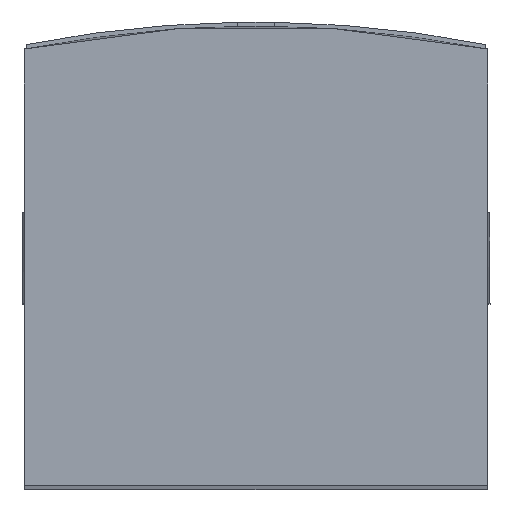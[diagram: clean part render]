
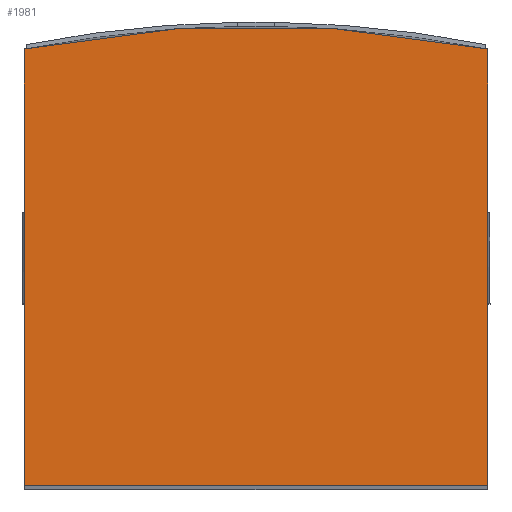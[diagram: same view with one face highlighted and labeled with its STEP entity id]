
A CAD part, top view. The second image highlights one B-rep face of the part: STEP entity #1981.
In plain terms, the highlighted planar face has unit normal (0, 0, 1).
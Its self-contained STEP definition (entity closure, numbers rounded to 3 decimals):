
#82=LINE('',#2714,#225);
#93=LINE('',#2734,#236);
#127=LINE('',#2818,#270);
#225=VECTOR('',#2265,1000.);
#236=VECTOR('',#2278,1000.);
#270=VECTOR('',#2358,1000.);
#462=ORIENTED_EDGE('',*,*,#765,.T.);
#463=ORIENTED_EDGE('',*,*,#781,.T.);
#464=ORIENTED_EDGE('',*,*,#836,.T.);
#465=ORIENTED_EDGE('',*,*,#792,.T.);
#765=EDGE_CURVE('',#965,#964,#1079,.T.);
#781=EDGE_CURVE('',#964,#978,#82,.T.);
#792=EDGE_CURVE('',#987,#965,#93,.T.);
#836=EDGE_CURVE('',#978,#987,#127,.T.);
#964=VERTEX_POINT('',#2681);
#965=VERTEX_POINT('',#2683);
#978=VERTEX_POINT('',#2713);
#987=VERTEX_POINT('',#2735);
#1079=CIRCLE('',#2066,12.876);
#1142=EDGE_LOOP('',(#462,#463,#464,#465));
#1241=FACE_BOUND('',#1142,.T.);
#1335=PLANE('',#2095);
#1981=ADVANCED_FACE('',(#1241),#1335,.T.);
#2066=AXIS2_PLACEMENT_3D('',#2682,#2242,#2243);
#2095=AXIS2_PLACEMENT_3D('',#2819,#2359,#2360);
#2242=DIRECTION('',(0.,0.,1.));
#2243=DIRECTION('',(1.,0.,0.));
#2265=DIRECTION('',(0.,-1.,0.));
#2278=DIRECTION('',(0.,1.,0.));
#2358=DIRECTION('',(1.,0.,0.));
#2359=DIRECTION('',(0.,0.,1.));
#2360=DIRECTION('',(1.,0.,0.));
#2681=CARTESIAN_POINT('',(-2.525,4.75,26.25));
#2682=CARTESIAN_POINT('',(0.,-7.876,26.25));
#2683=CARTESIAN_POINT('',(2.525,4.75,26.25));
#2713=CARTESIAN_POINT('',(-2.525,0.,26.25));
#2714=CARTESIAN_POINT('',(-2.525,4.75,26.25));
#2734=CARTESIAN_POINT('',(2.525,0.,26.25));
#2735=CARTESIAN_POINT('',(2.525,0.,26.25));
#2818=CARTESIAN_POINT('',(-2.525,0.,26.25));
#2819=CARTESIAN_POINT('',(0.,-7.876,26.25));
